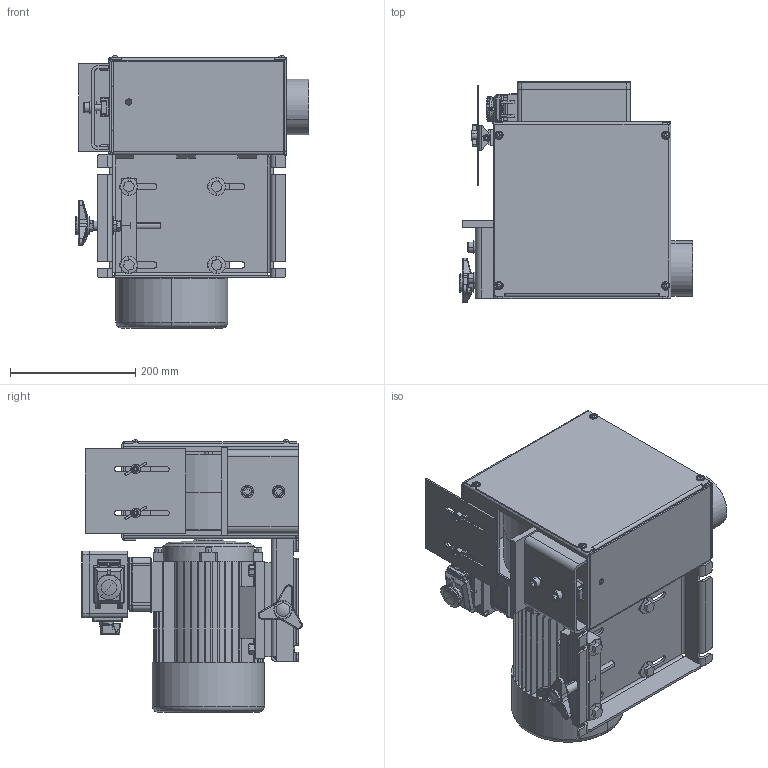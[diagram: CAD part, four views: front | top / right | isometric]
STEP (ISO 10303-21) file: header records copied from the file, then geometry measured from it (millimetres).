
FILE_DESCRIPTION((''),'2;1');
FILE_NAME('GIE_SW','2021-10-19T11:08:24',('Timcke'),(''),'CREO PARAMETRIC BY PTC INC, 2018190','CREO PARAMETRIC BY PTC INC, 2018190','');
FILE_SCHEMA(('AP242_MANAGED_MODEL_BASED_3D_ENGINEERING_MIM_LF { 1 0 10303 442 1 1 4 }'));
Products named in the file (1): GIE_SW
Bounding box: 372.38 x 351.47 x 434.63 mm (x, y, z)
Surface area: 2163793.4 mm2 (no closed solid volume)
Topology: 0 solids, 166 shells, 3399 faces, 10550 edges, 7413 vertices
Faces by surface type: plane 2178, cylinder 769, cone 157, torus 148, bspline 113, sphere 28, extrusion 6
Entity records: 182137 total; most frequent: CARTESIAN_POINT 33025, DIRECTION 18790, ORIENTED_EDGE 18511, PRESENTATION_STYLE_ASSIGNMENT 13993, STYLED_ITEM 10636, CURVE_STYLE 10530, EDGE_CURVE 10524, VERTEX_POINT 7413
